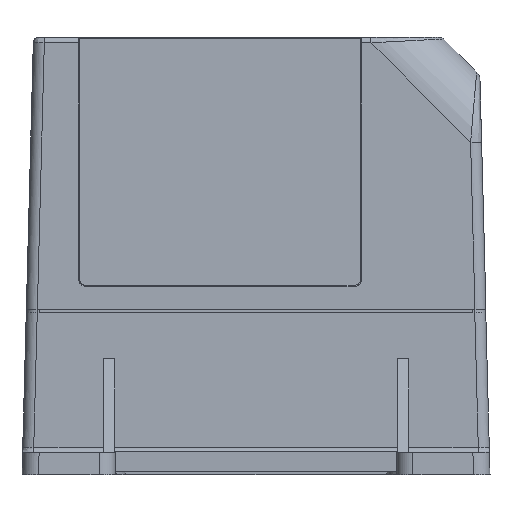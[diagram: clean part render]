
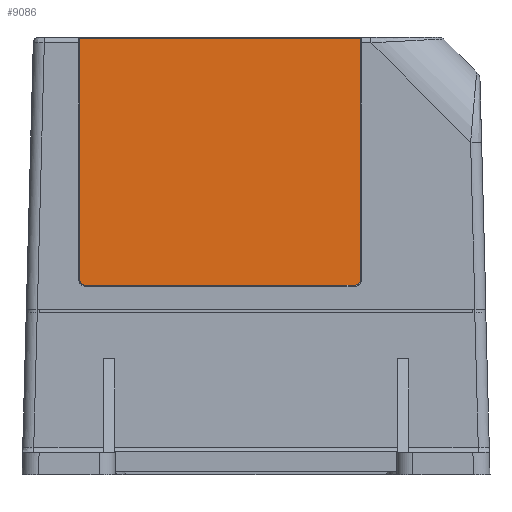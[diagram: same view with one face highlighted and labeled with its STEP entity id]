
A CAD part, left-side view. The second image highlights one B-rep face of the part: STEP entity #9086.
In plain terms, the highlighted planar face has unit normal (-1, 0, 0.026).
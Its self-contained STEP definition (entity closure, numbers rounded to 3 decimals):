
#6791=CARTESIAN_POINT('',(2039.438,-607.605,631.912));
#6792=CARTESIAN_POINT('',(2039.438,-607.58,631.912));
#6793=CARTESIAN_POINT('',(2039.438,-607.534,631.9));
#6794=CARTESIAN_POINT('',(2039.437,-607.471,631.845));
#6795=CARTESIAN_POINT('',(2039.435,-607.43,631.765));
#6796=CARTESIAN_POINT('',(2039.432,-607.409,631.676));
#6797=CARTESIAN_POINT('',(2039.431,-607.405,631.608));
#6798=CARTESIAN_POINT('',(2039.43,-607.405,631.571));
#6826=CARTESIAN_POINT('',(2038.275,-556.698,587.487));
#6827=CARTESIAN_POINT('',(2038.28,-556.502,587.683));
#6828=CARTESIAN_POINT('',(2038.286,-556.405,587.918));
#6829=CARTESIAN_POINT('',(2038.294,-556.405,588.195));
#6831=CARTESIAN_POINT('',(2038.268,-557.405,587.195));
#6832=CARTESIAN_POINT('',(2038.268,-557.129,587.195));
#6833=CARTESIAN_POINT('',(2038.27,-556.893,587.292));
#6834=CARTESIAN_POINT('',(2038.275,-556.698,587.487));
#6860=DIRECTION('',(0.026,0.,1.));
#6861=VECTOR('',#6860,43.392);
#6862=CARTESIAN_POINT('',(2038.294,-556.405,588.195));
#6863=LINE('',#6862,#6861);
#6864=CARTESIAN_POINT('',(2039.43,-556.405,631.571));
#6865=CARTESIAN_POINT('',(2039.431,-556.405,631.608));
#6866=CARTESIAN_POINT('',(2039.432,-556.401,631.677));
#6867=CARTESIAN_POINT('',(2039.435,-556.38,631.765));
#6868=CARTESIAN_POINT('',(2039.437,-556.338,631.845));
#6869=CARTESIAN_POINT('',(2039.438,-556.276,631.9));
#6870=CARTESIAN_POINT('',(2039.438,-556.23,631.912));
#6871=CARTESIAN_POINT('',(2039.438,-556.205,631.912));
#6888=DIRECTION('',(0.,-1.,0.));
#6889=VECTOR('',#6888,51.4);
#6890=CARTESIAN_POINT('',(2039.438,-556.205,631.912));
#6891=LINE('',#6890,#6889);
#8361=DIRECTION('',(0.,1.,0.));
#8362=VECTOR('',#8361,49.);
#8363=CARTESIAN_POINT('',(2038.268,-606.405,587.195));
#8364=LINE('',#8363,#8362);
#8376=CARTESIAN_POINT('',(2038.275,-607.112,587.487));
#8377=CARTESIAN_POINT('',(2038.27,-606.917,587.292));
#8378=CARTESIAN_POINT('',(2038.268,-606.681,587.195));
#8379=CARTESIAN_POINT('',(2038.268,-606.405,587.195));
#8381=CARTESIAN_POINT('',(2038.294,-607.405,588.195));
#8382=CARTESIAN_POINT('',(2038.286,-607.405,587.918));
#8383=CARTESIAN_POINT('',(2038.28,-607.307,587.683));
#8384=CARTESIAN_POINT('',(2038.275,-607.112,587.487));
#8403=DIRECTION('',(-0.026,0.,-1.));
#8404=VECTOR('',#8403,43.392);
#8405=CARTESIAN_POINT('',(2039.43,-607.405,631.571));
#8406=LINE('',#8405,#8404);
#8433=VERTEX_POINT('',#6864);
#8434=VERTEX_POINT('',#6871);
#8454=VERTEX_POINT('',#6791);
#8455=VERTEX_POINT('',#6798);
#8456=CARTESIAN_POINT('',(2038.294,-607.405,588.195));
#8457=VERTEX_POINT('',#8456);
#8600=CARTESIAN_POINT('',(2038.268,-557.405,587.195));
#8601=VERTEX_POINT('',#8600);
#8602=VERTEX_POINT('',#6826);
#8603=VERTEX_POINT('',#6829);
#8604=CARTESIAN_POINT('',(2038.268,-606.405,587.195));
#8605=VERTEX_POINT('',#8604);
#8606=VERTEX_POINT('',#8376);
#9060=CARTESIAN_POINT('',(2039.577,-556.405,637.195));
#9061=DIRECTION('',(1.,0.,-0.026));
#9062=DIRECTION('',(0.026,0.,1.));
#9063=AXIS2_PLACEMENT_3D('',#9060,#9061,#9062);
#9064=PLANE('',#9063);
#9066=ORIENTED_EDGE('',*,*,#9065,.T.);
#9068=ORIENTED_EDGE('',*,*,#9067,.T.);
#9070=ORIENTED_EDGE('',*,*,#9069,.T.);
#9072=ORIENTED_EDGE('',*,*,#9071,.T.);
#9073=ORIENTED_EDGE('',*,*,#9049,.T.);
#9075=ORIENTED_EDGE('',*,*,#9074,.T.);
#9077=ORIENTED_EDGE('',*,*,#9076,.T.);
#9079=ORIENTED_EDGE('',*,*,#9078,.T.);
#9081=ORIENTED_EDGE('',*,*,#9080,.T.);
#9083=ORIENTED_EDGE('',*,*,#9082,.T.);
#9084=EDGE_LOOP('',(#9066,#9068,#9070,#9072,#9073,#9075,#9077,#9079,#9081,
#9083));
#9085=FACE_OUTER_BOUND('',#9084,.F.);
#9086=ADVANCED_FACE('',(#9085),#9064,.F.);
#6799=B_SPLINE_CURVE_WITH_KNOTS('',3,(#6791,#6792,#6793,#6794,#6795,#6796,#6797,
#6798),.UNSPECIFIED.,.F.,.F.,(4,1,1,1,1,4),(0.,0.2,0.4,0.6,0.8,1.),
.UNSPECIFIED.);
#6830=B_SPLINE_CURVE_WITH_KNOTS('',3,(#6826,#6827,#6828,#6829),.UNSPECIFIED.,
.F.,.F.,(4,4),(0.,1.),.UNSPECIFIED.);
#6835=B_SPLINE_CURVE_WITH_KNOTS('',3,(#6831,#6832,#6833,#6834),.UNSPECIFIED.,
.F.,.F.,(4,4),(0.,1.),.UNSPECIFIED.);
#6872=B_SPLINE_CURVE_WITH_KNOTS('',3,(#6864,#6865,#6866,#6867,#6868,#6869,#6870,
#6871),.UNSPECIFIED.,.F.,.F.,(4,1,1,1,1,4),(0.,0.2,0.4,0.6,0.8,1.),
.UNSPECIFIED.);
#8380=B_SPLINE_CURVE_WITH_KNOTS('',3,(#8376,#8377,#8378,#8379),.UNSPECIFIED.,
.F.,.F.,(4,4),(0.,1.),.UNSPECIFIED.);
#8385=B_SPLINE_CURVE_WITH_KNOTS('',3,(#8381,#8382,#8383,#8384),.UNSPECIFIED.,
.F.,.F.,(4,4),(0.,1.),.UNSPECIFIED.);
#9049=EDGE_CURVE('',#8454,#8455,#6799,.T.);
#9065=EDGE_CURVE('',#8602,#8603,#6830,.T.);
#9067=EDGE_CURVE('',#8603,#8433,#6863,.T.);
#9069=EDGE_CURVE('',#8433,#8434,#6872,.T.);
#9071=EDGE_CURVE('',#8434,#8454,#6891,.T.);
#9074=EDGE_CURVE('',#8455,#8457,#8406,.T.);
#9076=EDGE_CURVE('',#8457,#8606,#8385,.T.);
#9078=EDGE_CURVE('',#8606,#8605,#8380,.T.);
#9080=EDGE_CURVE('',#8605,#8601,#8364,.T.);
#9082=EDGE_CURVE('',#8601,#8602,#6835,.T.);
